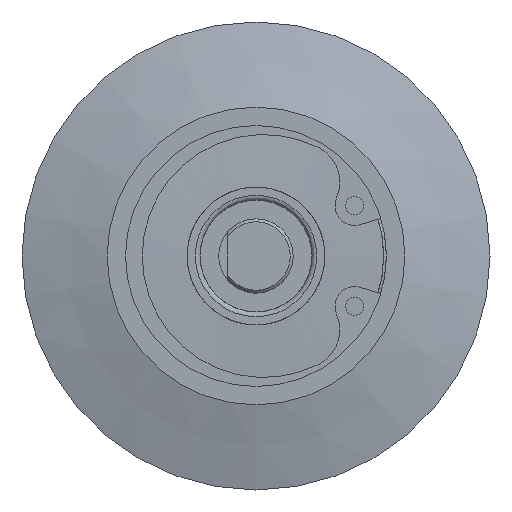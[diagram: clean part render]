
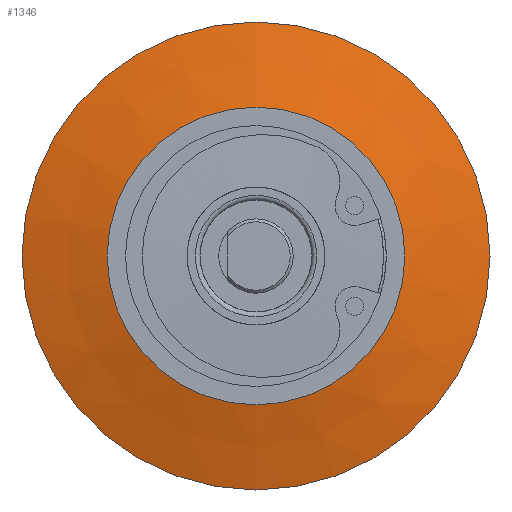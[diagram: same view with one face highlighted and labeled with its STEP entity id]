
A CAD part, left-side view. The second image highlights one B-rep face of the part: STEP entity #1346.
In plain terms, the highlighted conical face has half-angle 75 degrees and reference radius 12.687 mm.
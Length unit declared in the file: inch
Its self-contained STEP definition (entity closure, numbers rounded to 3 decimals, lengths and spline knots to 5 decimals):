
#172 = AXIS2_PLACEMENT_3D ( 'NONE', #1479, #736, #756 ) ;
#290 = DIRECTION ( 'NONE',  ( 0., 0., -1. ) ) ;
#396 = CIRCLE ( 'NONE', #1588, 0.4995 ) ;
#438 = EDGE_CURVE ( 'NONE', #989, #989, #396, .T. ) ;
#463 = FACE_OUTER_BOUND ( 'NONE', #828, .T. ) ;
#554 = CARTESIAN_POINT ( 'NONE',  ( 0.12, 0., 0. ) ) ;
#620 = DIRECTION ( 'NONE',  ( 1., 0., 0. ) ) ;
#736 = DIRECTION ( 'NONE',  ( -1., 0., 0. ) ) ;
#756 = DIRECTION ( 'NONE',  ( 0., 0., 1. ) ) ;
#828 = EDGE_LOOP ( 'NONE', ( #2097 ) ) ;
#854 = ORIENTED_EDGE ( 'NONE', *, *, #438, .F. ) ;
#989 = VERTEX_POINT ( 'NONE', #3310 ) ;
#1066 = EDGE_LOOP ( 'NONE', ( #854 ) ) ;
#1346 = ADVANCED_FACE ( 'NONE', ( #463, #2531 ), #3268, .T. ) ;
#1479 = CARTESIAN_POINT ( 'NONE',  ( 0.1965, 0., 0. ) ) ;
#1588 = AXIS2_PLACEMENT_3D ( 'NONE', #1693, #2729, #3013 ) ;
#1693 = CARTESIAN_POINT ( 'NONE',  ( 0.1965, 0., 0. ) ) ;
#1860 = AXIS2_PLACEMENT_3D ( 'NONE', #554, #620, #290 ) ;
#2097 = ORIENTED_EDGE ( 'NONE', *, *, #2676, .T. ) ;
#2141 = CIRCLE ( 'NONE', #1860, 0.785 ) ;
#2531 = FACE_BOUND ( 'NONE', #1066, .T. ) ;
#2561 = VERTEX_POINT ( 'NONE', #3287 ) ;
#2676 = EDGE_CURVE ( 'NONE', #2561, #2561, #2141, .T. ) ;
#2729 = DIRECTION ( 'NONE',  ( 1., 0., 0. ) ) ;
#3013 = DIRECTION ( 'NONE',  ( 0., 0., -1. ) ) ;
#3268 = CONICAL_SURFACE ( 'NONE', #172, 0.4995, 1.309 ) ;
#3287 = CARTESIAN_POINT ( 'NONE',  ( 0.12, 0., -0.785 ) ) ;
#3310 = CARTESIAN_POINT ( 'NONE',  ( 0.1965, 0., -0.4995 ) ) ;
